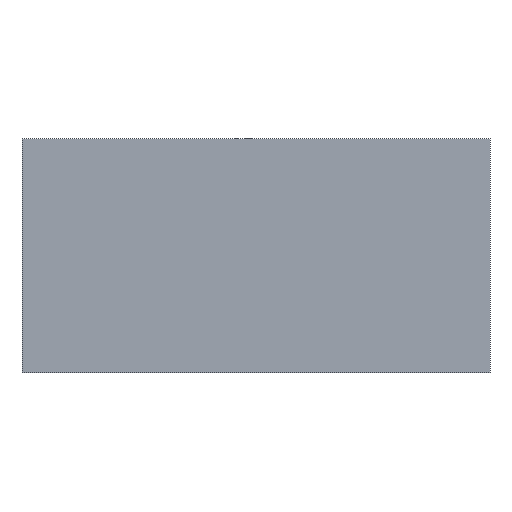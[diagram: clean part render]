
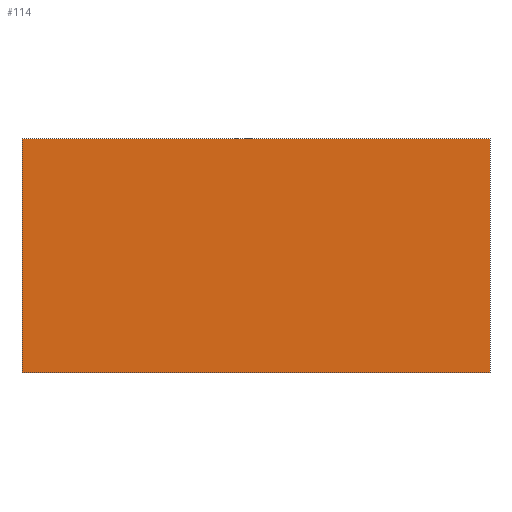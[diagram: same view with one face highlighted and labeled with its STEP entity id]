
A CAD part, front view. The second image highlights one B-rep face of the part: STEP entity #114.
In plain terms, the highlighted planar face has unit normal (0, -1, 0).
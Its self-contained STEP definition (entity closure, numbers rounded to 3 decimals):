
#4 = VERTEX_POINT ( 'NONE', #230 ) ;
#6 = VERTEX_POINT ( 'NONE', #58 ) ;
#11 = LINE ( 'NONE', #120, #182 ) ;
#15 = DIRECTION ( 'NONE',  ( 0., 0., 1. ) ) ;
#16 = LINE ( 'NONE', #164, #52 ) ;
#19 = ORIENTED_EDGE ( 'NONE', *, *, #221, .F. ) ;
#27 = CARTESIAN_POINT ( 'NONE',  ( 1220., -6., 610. ) ) ;
#47 = CARTESIAN_POINT ( 'NONE',  ( -1220., -6., 610. ) ) ;
#52 = VECTOR ( 'NONE', #15, 1000. ) ;
#58 = CARTESIAN_POINT ( 'NONE',  ( 1220., -6., -610. ) ) ;
#73 = VECTOR ( 'NONE', #237, 1000. ) ;
#75 = ORIENTED_EDGE ( 'NONE', *, *, #108, .F. ) ;
#76 = EDGE_LOOP ( 'NONE', ( #93, #90, #19, #75 ) ) ;
#82 = FACE_OUTER_BOUND ( 'NONE', #76, .T. ) ;
#84 = LINE ( 'NONE', #27, #187 ) ;
#90 = ORIENTED_EDGE ( 'NONE', *, *, #219, .F. ) ;
#93 = ORIENTED_EDGE ( 'NONE', *, *, #148, .F. ) ;
#108 = EDGE_CURVE ( 'NONE', #6, #4, #11, .T. ) ;
#113 = VERTEX_POINT ( 'NONE', #175 ) ;
#114 = ADVANCED_FACE ( 'NONE', ( #82 ), #197, .T. ) ;
#120 = CARTESIAN_POINT ( 'NONE',  ( -1220., -6., -610. ) ) ;
#121 = DIRECTION ( 'NONE',  ( 0., -1., 0. ) ) ;
#135 = VERTEX_POINT ( 'NONE', #198 ) ;
#141 = DIRECTION ( 'NONE',  ( -1., 0., 0. ) ) ;
#146 = LINE ( 'NONE', #47, #73 ) ;
#148 = EDGE_CURVE ( 'NONE', #113, #6, #84, .T. ) ;
#158 = DIRECTION ( 'NONE',  ( 0., 0., -1. ) ) ;
#159 = CARTESIAN_POINT ( 'NONE',  ( 0., -6., 0. ) ) ;
#160 = DIRECTION ( 'NONE',  ( 0., 0., -1. ) ) ;
#164 = CARTESIAN_POINT ( 'NONE',  ( -1220., -6., 610. ) ) ;
#175 = CARTESIAN_POINT ( 'NONE',  ( 1220., -6., 610. ) ) ;
#182 = VECTOR ( 'NONE', #141, 1000. ) ;
#187 = VECTOR ( 'NONE', #160, 1000. ) ;
#197 = PLANE ( 'NONE',  #209 ) ;
#198 = CARTESIAN_POINT ( 'NONE',  ( -1220., -6., 610. ) ) ;
#209 = AXIS2_PLACEMENT_3D ( 'NONE', #159, #121, #158 ) ;
#219 = EDGE_CURVE ( 'NONE', #135, #113, #146, .T. ) ;
#221 = EDGE_CURVE ( 'NONE', #4, #135, #16, .T. ) ;
#230 = CARTESIAN_POINT ( 'NONE',  ( -1220., -6., -610. ) ) ;
#237 = DIRECTION ( 'NONE',  ( 1., 0., 0. ) ) ;
